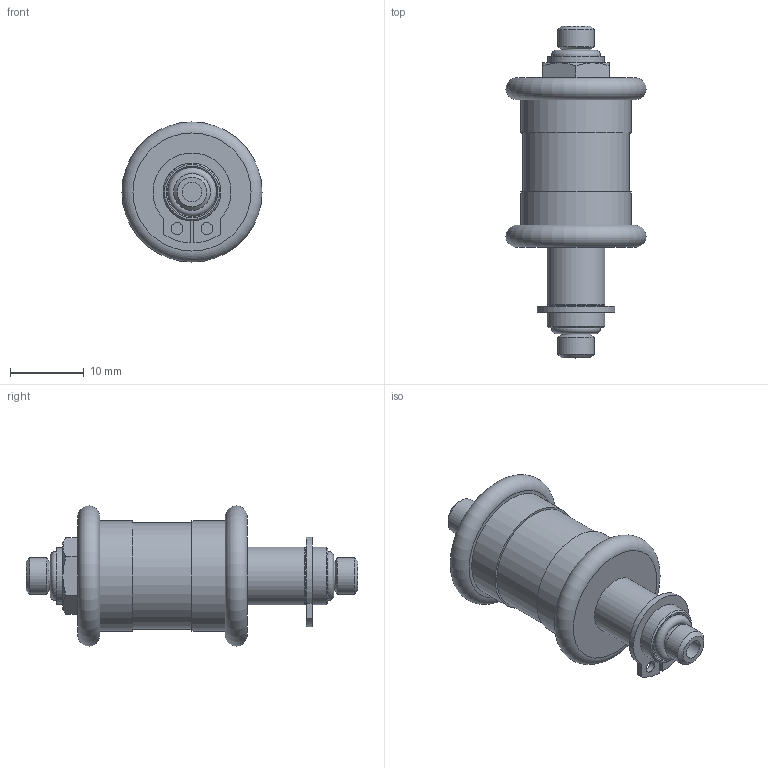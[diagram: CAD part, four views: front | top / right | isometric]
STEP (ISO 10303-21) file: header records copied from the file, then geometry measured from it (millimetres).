
FILE_DESCRIPTION((''),'2;1');
FILE_NAME('CDC Products 3D Ass''HSVM5.stp','2009-02-12T16:54:00',('Microsoft'),(''),'Autodesk Inventor 2008','Autodesk Inventor 2008','');
FILE_SCHEMA(('AUTOMOTIVE_DESIGN { 1 0 10303 214 1 1 1 1 }'));
Length unit declared in the file: millimetre
Products named in the file (1): HSVM5
Bounding box: 19 x 45 x 19 mm (x, y, z)
Volume: 5099.4 mm3; surface area: 3045.9 mm2
Topology: 3 solids, 3 shells, 79 faces, 158 edges, 94 vertices
Faces by surface type: plane 32, cylinder 21, cone 20, torus 6
Full cylindrical faces by diameter (mm): 1.6 x2, 2.6 x2, 4 x4, 5 x2, 7.6 x2, 7.85 x2, 11.5 x1, 14.4 x1, 15 x2
Entity records: 1836 total; most frequent: CARTESIAN_POINT 336, DIRECTION 328, ORIENTED_EDGE 240, AXIS2_PLACEMENT_3D 152, EDGE_LOOP 132, EDGE_CURVE 120, VERTEX_POINT 88, FACE_OUTER_BOUND 79
